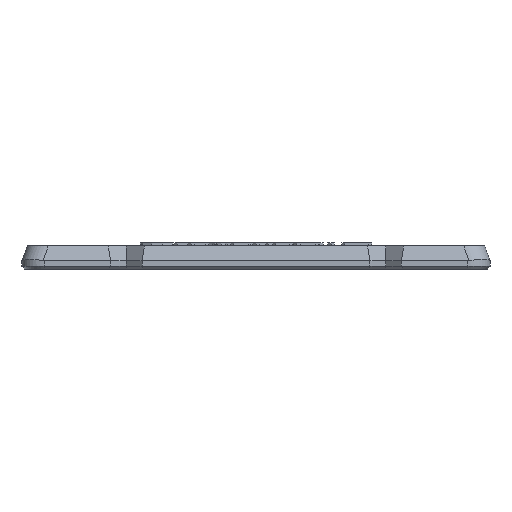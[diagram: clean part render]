
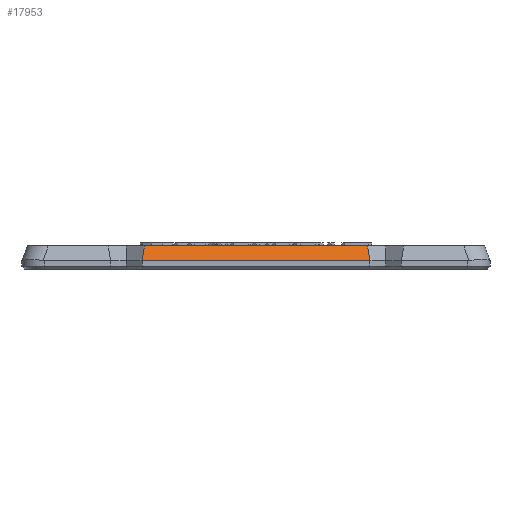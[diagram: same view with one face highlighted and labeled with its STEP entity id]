
A CAD part, front view. The second image highlights one B-rep face of the part: STEP entity #17953.
In plain terms, the highlighted planar face has unit normal (0, -0.94, 0.342).
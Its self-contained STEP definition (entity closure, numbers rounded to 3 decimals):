
#2206 = PLANE('',#2207);
#2207 = AXIS2_PLACEMENT_3D('',#2208,#2209,#2210);
#2208 = CARTESIAN_POINT('',(88.166,-8.,0.));
#2209 = DIRECTION('',(0.,-1.,0.));
#2210 = DIRECTION('',(1.,0.,0.));
#3977 = PLANE('',#3978);
#3978 = AXIS2_PLACEMENT_3D('',#3979,#3980,#3981);
#3979 = CARTESIAN_POINT('',(103.5,25.403,3.125));
#3980 = DIRECTION('',(0.,0.,1.));
#3981 = DIRECTION('',(1.,0.,0.));
#4945 = VERTEX_POINT('',#4946);
#4946 = CARTESIAN_POINT('',(118.834,-8.,1.125));
#4960 = PLANE('',#4961);
#4961 = AXIS2_PLACEMENT_3D('',#4962,#4963,#4964);
#4962 = CARTESIAN_POINT('',(120.955,-5.879,1.125));
#4963 = DIRECTION('',(0.664,-0.664,0.342));
#4964 = DIRECTION('',(0.707,0.707,0.)
  );
#4998 = EDGE_CURVE('',#4999,#4945,#5001,.T.);
#4999 = VERTEX_POINT('',#5000);
#5000 = CARTESIAN_POINT('',(88.166,-8.,1.125));
#5001 = SURFACE_CURVE('',#5002,(#5006,#5013),.PCURVE_S1.);
#5002 = LINE('',#5003,#5004);
#5003 = CARTESIAN_POINT('',(72.,-8.,1.125));
#5004 = VECTOR('',#5005,1.);
#5005 = DIRECTION('',(1.,0.,0.));
#5006 = PCURVE('',#2206,#5007);
#5007 = DEFINITIONAL_REPRESENTATION('',(#5008),#5012);
#5008 = LINE('',#5009,#5010);
#5009 = CARTESIAN_POINT('',(-16.166,1.125));
#5010 = VECTOR('',#5011,1.);
#5011 = DIRECTION('',(1.,0.));
#5012 = ( GEOMETRIC_REPRESENTATION_CONTEXT(2) 
PARAMETRIC_REPRESENTATION_CONTEXT() REPRESENTATION_CONTEXT('2D SPACE',''
  ) );
#5013 = PCURVE('',#5014,#5019);
#5014 = PLANE('',#5015);
#5015 = AXIS2_PLACEMENT_3D('',#5016,#5017,#5018);
#5016 = CARTESIAN_POINT('',(118.834,-8.,1.125));
#5017 = DIRECTION('',(0.,-0.94,0.342));
#5018 = DIRECTION('',(1.,0.,0.));
#5019 = DEFINITIONAL_REPRESENTATION('',(#5020),#5024);
#5020 = LINE('',#5021,#5022);
#5021 = CARTESIAN_POINT('',(-46.834,0.));
#5022 = VECTOR('',#5023,1.);
#5023 = DIRECTION('',(1.,0.));
#5024 = ( GEOMETRIC_REPRESENTATION_CONTEXT(2) 
PARAMETRIC_REPRESENTATION_CONTEXT() REPRESENTATION_CONTEXT('2D SPACE',''
  ) );
#5068 = PLANE('',#5069);
#5069 = AXIS2_PLACEMENT_3D('',#5070,#5071,#5072);
#5070 = CARTESIAN_POINT('',(88.166,-8.,1.125));
#5071 = DIRECTION('',(-0.664,-0.664,0.342));
#5072 = DIRECTION('',(0.707,-0.707,0.)
  );
#7262 = VERTEX_POINT('',#7263);
#7263 = CARTESIAN_POINT('',(88.468,-7.272,3.125));
#7284 = EDGE_CURVE('',#7285,#7262,#7287,.T.);
#7285 = VERTEX_POINT('',#7286);
#7286 = CARTESIAN_POINT('',(118.532,-7.272,3.125));
#7287 = SURFACE_CURVE('',#7288,(#7292,#7299),.PCURVE_S1.);
#7288 = LINE('',#7289,#7290);
#7289 = CARTESIAN_POINT('',(72.,-7.272,3.125));
#7290 = VECTOR('',#7291,1.);
#7291 = DIRECTION('',(-1.,0.,0.));
#7292 = PCURVE('',#3977,#7293);
#7293 = DEFINITIONAL_REPRESENTATION('',(#7294),#7298);
#7294 = LINE('',#7295,#7296);
#7295 = CARTESIAN_POINT('',(-31.5,-32.676));
#7296 = VECTOR('',#7297,1.);
#7297 = DIRECTION('',(-1.,0.));
#7298 = ( GEOMETRIC_REPRESENTATION_CONTEXT(2) 
PARAMETRIC_REPRESENTATION_CONTEXT() REPRESENTATION_CONTEXT('2D SPACE',''
  ) );
#7299 = PCURVE('',#5014,#7300);
#7300 = DEFINITIONAL_REPRESENTATION('',(#7301),#7305);
#7301 = LINE('',#7302,#7303);
#7302 = CARTESIAN_POINT('',(-46.834,2.128));
#7303 = VECTOR('',#7304,1.);
#7304 = DIRECTION('',(-1.,0.));
#7305 = ( GEOMETRIC_REPRESENTATION_CONTEXT(2) 
PARAMETRIC_REPRESENTATION_CONTEXT() REPRESENTATION_CONTEXT('2D SPACE',''
  ) );
#17931 = EDGE_CURVE('',#4945,#7285,#17932,.T.);
#17932 = SURFACE_CURVE('',#17933,(#17937,#17944),.PCURVE_S1.);
#17933 = LINE('',#17934,#17935);
#17934 = CARTESIAN_POINT('',(118.804,-7.929,
    1.321));
#17935 = VECTOR('',#17936,1.);
#17936 = DIRECTION('',(-0.14,0.339,0.93));
#17937 = PCURVE('',#4960,#17938);
#17938 = DEFINITIONAL_REPRESENTATION('',(#17939),#17943);
#17939 = LINE('',#17940,#17941);
#17940 = CARTESIAN_POINT('',(-2.97,0.208));
#17941 = VECTOR('',#17942,1.);
#17942 = DIRECTION('',(0.14,0.99));
#17943 = ( GEOMETRIC_REPRESENTATION_CONTEXT(2) 
PARAMETRIC_REPRESENTATION_CONTEXT() REPRESENTATION_CONTEXT('2D SPACE',''
  ) );
#17944 = PCURVE('',#5014,#17945);
#17945 = DEFINITIONAL_REPRESENTATION('',(#17946),#17950);
#17946 = LINE('',#17947,#17948);
#17947 = CARTESIAN_POINT('',(-0.03,0.208));
#17948 = VECTOR('',#17949,1.);
#17949 = DIRECTION('',(-0.14,0.99));
#17950 = ( GEOMETRIC_REPRESENTATION_CONTEXT(2) 
PARAMETRIC_REPRESENTATION_CONTEXT() REPRESENTATION_CONTEXT('2D SPACE',''
  ) );
#17953 = ADVANCED_FACE('',(#17954),#5014,.T.);
#17954 = FACE_BOUND('',#17955,.T.);
#17955 = EDGE_LOOP('',(#17956,#17957,#17978,#17979));
#17956 = ORIENTED_EDGE('',*,*,#7284,.T.);
#17957 = ORIENTED_EDGE('',*,*,#17958,.F.);
#17958 = EDGE_CURVE('',#4999,#7262,#17959,.T.);
#17959 = SURFACE_CURVE('',#17960,(#17964,#17971),.PCURVE_S1.);
#17960 = LINE('',#17961,#17962);
#17961 = CARTESIAN_POINT('',(88.468,-7.272,
    3.126));
#17962 = VECTOR('',#17963,1.);
#17963 = DIRECTION('',(0.14,0.339,0.93));
#17964 = PCURVE('',#5014,#17965);
#17965 = DEFINITIONAL_REPRESENTATION('',(#17966),#17970);
#17966 = LINE('',#17967,#17968);
#17967 = CARTESIAN_POINT('',(-30.366,2.13));
#17968 = VECTOR('',#17969,1.);
#17969 = DIRECTION('',(0.14,0.99));
#17970 = ( GEOMETRIC_REPRESENTATION_CONTEXT(2) 
PARAMETRIC_REPRESENTATION_CONTEXT() REPRESENTATION_CONTEXT('2D SPACE',''
  ) );
#17971 = PCURVE('',#5068,#17972);
#17972 = DEFINITIONAL_REPRESENTATION('',(#17973),#17977);
#17973 = LINE('',#17974,#17975);
#17974 = CARTESIAN_POINT('',(-0.302,2.13));
#17975 = VECTOR('',#17976,1.);
#17976 = DIRECTION('',(-0.14,0.99));
#17977 = ( GEOMETRIC_REPRESENTATION_CONTEXT(2) 
PARAMETRIC_REPRESENTATION_CONTEXT() REPRESENTATION_CONTEXT('2D SPACE',''
  ) );
#17978 = ORIENTED_EDGE('',*,*,#4998,.T.);
#17979 = ORIENTED_EDGE('',*,*,#17931,.T.);
